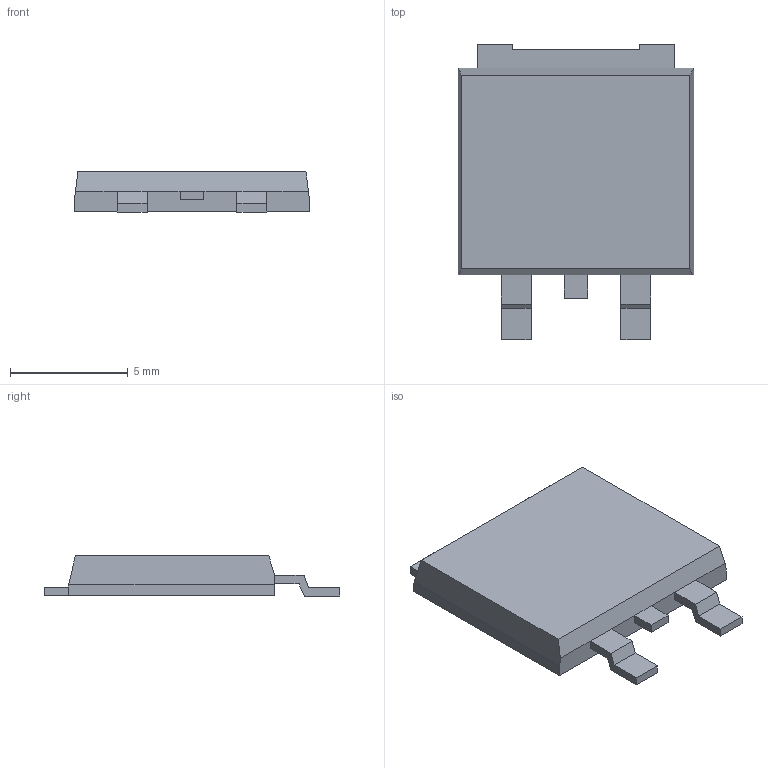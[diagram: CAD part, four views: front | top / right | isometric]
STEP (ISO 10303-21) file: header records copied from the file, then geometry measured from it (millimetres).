
FILE_DESCRIPTION (( 'STEP AP214' ), '1' );
FILE_NAME ('SMPD Package.STEP', '2017-11-17T08:18:52', ( 'Vishay' ), ( '' ), 'SwSTEP 2.0', 'SolidWorks 2015', '' );
FILE_SCHEMA (( 'AUTOMOTIVE_DESIGN' ));
Length unit declared in the file: millimetre
Products named in the file (1): SMPD Package
Bounding box: 10 x 12.58 x 1.7 mm (x, y, z)
Volume: 150.6 mm3; surface area: 269.8 mm2
Topology: 1 solids, 1 shells, 46 faces, 140 edges, 98 vertices
Faces by surface type: plane 46
Entity records: 1906 total; most frequent: CARTESIAN_POINT 285, ORIENTED_EDGE 280, DIRECTION 242, EDGE_CURVE 140, VECTOR 132, LINE 132, VERTEX_POINT 98, AXIS2_PLACEMENT_3D 55
